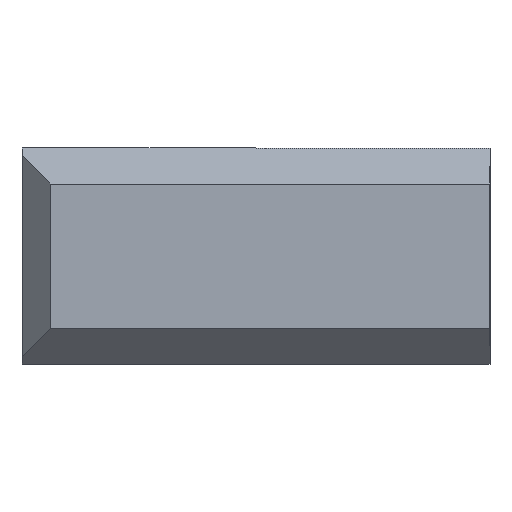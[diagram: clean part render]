
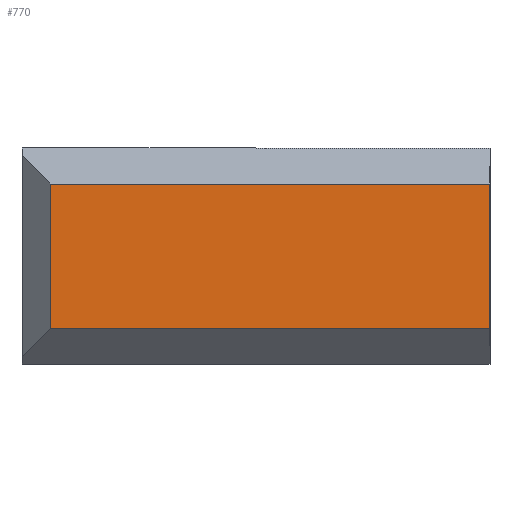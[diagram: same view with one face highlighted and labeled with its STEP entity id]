
A CAD part, left-side view. The second image highlights one B-rep face of the part: STEP entity #770.
In plain terms, the highlighted planar face has unit normal (-1, 0, 0).
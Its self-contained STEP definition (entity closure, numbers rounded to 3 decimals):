
#64=FACE_OUTER_BOUND('',#104,.T.);
#104=EDGE_LOOP('',(#690,#691,#692,#693));
#187=LINE('',#1199,#287);
#190=LINE('',#1204,#290);
#198=LINE('',#1220,#298);
#201=LINE('',#1224,#301);
#287=VECTOR('',#967,10.);
#290=VECTOR('',#972,10.);
#298=VECTOR('',#992,10.);
#301=VECTOR('',#997,10.);
#367=VERTEX_POINT('',#1192);
#370=VERTEX_POINT('',#1197);
#371=VERTEX_POINT('',#1202);
#373=VERTEX_POINT('',#1219);
#462=EDGE_CURVE('',#370,#367,#187,.T.);
#465=EDGE_CURVE('',#371,#370,#190,.T.);
#473=EDGE_CURVE('',#367,#373,#198,.T.);
#476=EDGE_CURVE('',#371,#373,#201,.T.);
#690=ORIENTED_EDGE('',*,*,#462,.F.);
#691=ORIENTED_EDGE('',*,*,#465,.F.);
#692=ORIENTED_EDGE('',*,*,#476,.T.);
#693=ORIENTED_EDGE('',*,*,#473,.F.);
#731=PLANE('',#830);
#770=ADVANCED_FACE('',(#64),#731,.T.);
#830=AXIS2_PLACEMENT_3D('',#1242,#1022,#1023);
#967=DIRECTION('',(0.,0.,1.));
#972=DIRECTION('',(0.,1.,0.));
#992=DIRECTION('',(0.,-1.,0.));
#997=DIRECTION('',(0.,0.,1.));
#1022=DIRECTION('center_axis',(-1.,0.,0.));
#1023=DIRECTION('ref_axis',(0.,0.,1.));
#1192=CARTESIAN_POINT('',(-9.5,12.2,2.));
#1197=CARTESIAN_POINT('',(-9.5,12.2,-2.));
#1199=CARTESIAN_POINT('',(-9.5,12.2,-1.5));
#1202=CARTESIAN_POINT('',(-9.5,0.,-2.));
#1204=CARTESIAN_POINT('',(-9.5,0.,-2.));
#1219=CARTESIAN_POINT('',(-9.5,0.,2.));
#1220=CARTESIAN_POINT('',(-9.5,0.,2.));
#1224=CARTESIAN_POINT('',(-9.5,0.,-3.));
#1242=CARTESIAN_POINT('Origin',(-9.5,0.,-3.));
